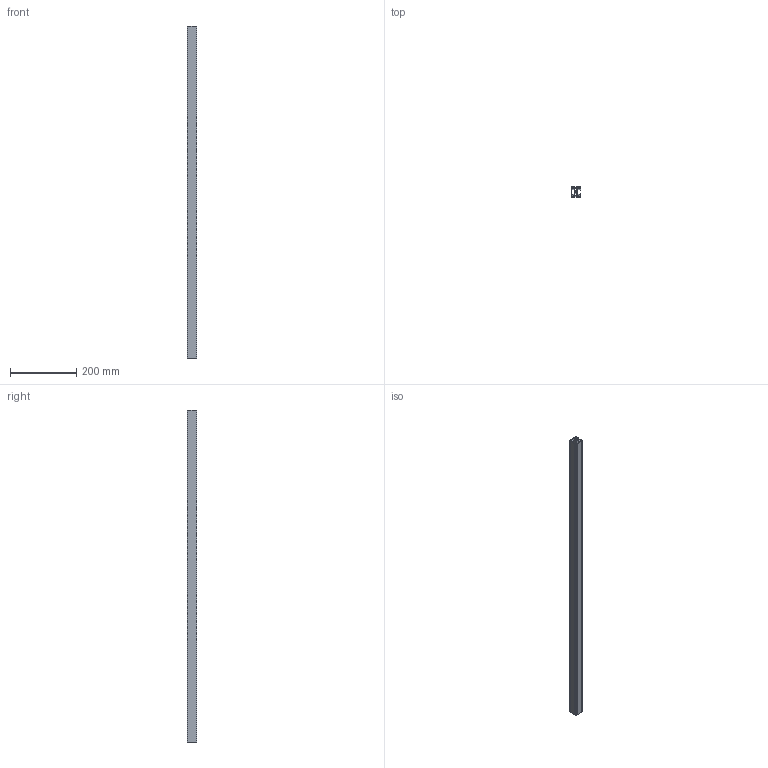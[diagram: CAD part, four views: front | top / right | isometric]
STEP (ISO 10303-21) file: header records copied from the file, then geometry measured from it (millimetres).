
FILE_DESCRIPTION(/* description */ (''),/* implementation_level */ '2;1');
FILE_NAME(/* name */ '91033_KriTec_Profil_8_30x30_3N.stp',/* time_stamp */ '2020-09-04T10:07:06+02:00',/* author */ ('Nell'),/* organization */ (''),/* preprocessor_version */ 'ST-DEVELOPER v17',/* originating_system */ 'Autodesk Inventor 2018',/* authorisation */ '');
FILE_SCHEMA (('AUTOMOTIVE_DESIGN { 1 0 10303 214 3 1 1 }'));
Length unit declared in the file: millimetre
Products named in the file (1): 91033_KriTec_Profil_8_30x30_3N
Bounding box: 30 x 30 x 1000 mm (x, y, z)
Volume: 368810.4 mm3; surface area: 375333.5 mm2
Topology: 1 solids, 1 shells, 78 faces, 228 edges, 152 vertices
Faces by surface type: plane 66, cylinder 12
Entity records: 2627 total; most frequent: CARTESIAN_POINT 459, ORIENTED_EDGE 456, DIRECTION 410, EDGE_CURVE 228, LINE 204, VECTOR 204, VERTEX_POINT 152, AXIS2_PLACEMENT_3D 103
